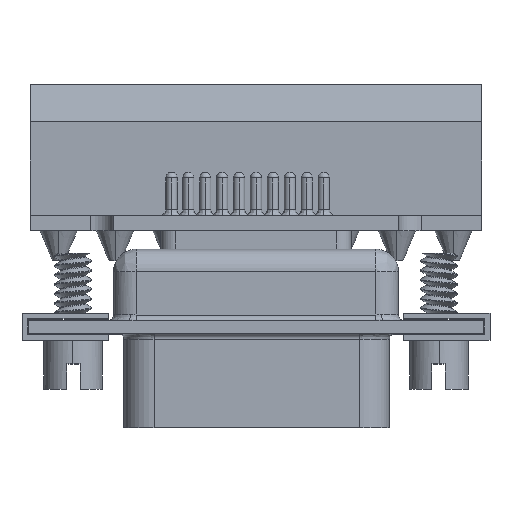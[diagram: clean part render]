
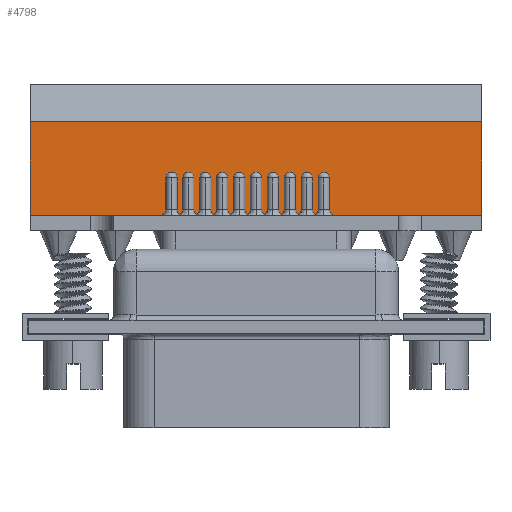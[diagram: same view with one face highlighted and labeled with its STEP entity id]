
A CAD part, top view. The second image highlights one B-rep face of the part: STEP entity #4798.
In plain terms, the highlighted planar face has unit normal (0, 0, 1).
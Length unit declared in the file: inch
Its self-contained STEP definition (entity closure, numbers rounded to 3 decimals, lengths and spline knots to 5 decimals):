
#250 = VERTEX_POINT ( 'NONE', #1795 ) ;
#1795 = CARTESIAN_POINT ( 'NONE',  ( 0.6, 0., 0.146 ) ) ;
#2141 = VECTOR ( 'NONE', #12074, 39.37008 ) ;
#2873 = LINE ( 'NONE', #2958, #2141 ) ;
#2958 = CARTESIAN_POINT ( 'NONE',  ( 0.6, 0.35, 0.146 ) ) ;
#3356 = CARTESIAN_POINT ( 'NONE',  ( -0.6, 0.35, 0.146 ) ) ;
#3497 = ORIENTED_EDGE ( 'NONE', *, *, #14416, .F. ) ;
#3512 = DIRECTION ( 'NONE',  ( -1., 0., 0. ) ) ;
#3691 = EDGE_CURVE ( 'NONE', #7685, #250, #2873, .T. ) ;
#4289 = VECTOR ( 'NONE', #14645, 39.37008 ) ;
#4387 = VECTOR ( 'NONE', #5943, 39.37008 ) ;
#4684 = CARTESIAN_POINT ( 'NONE',  ( -0.6, 0., 0.146 ) ) ;
#4798 = ADVANCED_FACE ( 'NONE', ( #7035 ), #9338, .F. ) ;
#4935 = LINE ( 'NONE', #3356, #4387 ) ;
#5125 = VECTOR ( 'NONE', #8120, 39.37008 ) ;
#5943 = DIRECTION ( 'NONE',  ( 0., -1., 0. ) ) ;
#6226 = EDGE_LOOP ( 'NONE', ( #13709, #14164, #3497, #15387 ) ) ;
#7035 = FACE_OUTER_BOUND ( 'NONE', #6226, .T. ) ;
#7291 = DIRECTION ( 'NONE',  ( 0., 0., -1. ) ) ;
#7685 = VERTEX_POINT ( 'NONE', #11703 ) ;
#8120 = DIRECTION ( 'NONE',  ( -1., 0., 0. ) ) ;
#8446 = EDGE_CURVE ( 'NONE', #11798, #10320, #4935, .T. ) ;
#9338 = PLANE ( 'NONE',  #14423 ) ;
#10320 = VERTEX_POINT ( 'NONE', #4684 ) ;
#11703 = CARTESIAN_POINT ( 'NONE',  ( 0.6, 0.25, 0.146 ) ) ;
#11744 = CARTESIAN_POINT ( 'NONE',  ( -0.6, 0.25, 0.146 ) ) ;
#11798 = VERTEX_POINT ( 'NONE', #13971 ) ;
#12074 = DIRECTION ( 'NONE',  ( 0., -1., 0. ) ) ;
#13242 = CARTESIAN_POINT ( 'NONE',  ( -0.6, 0.35, 0.146 ) ) ;
#13709 = ORIENTED_EDGE ( 'NONE', *, *, #16642, .F. ) ;
#13971 = CARTESIAN_POINT ( 'NONE',  ( -0.6, 0.25, 0.146 ) ) ;
#14164 = ORIENTED_EDGE ( 'NONE', *, *, #8446, .T. ) ;
#14404 = CARTESIAN_POINT ( 'NONE',  ( -0.44, 0., 0.146 ) ) ;
#14416 = EDGE_CURVE ( 'NONE', #250, #10320, #16022, .T. ) ;
#14423 = AXIS2_PLACEMENT_3D ( 'NONE', #13242, #7291, #3512 ) ;
#14553 = LINE ( 'NONE', #11744, #4289 ) ;
#14645 = DIRECTION ( 'NONE',  ( 1., 0., 0. ) ) ;
#15387 = ORIENTED_EDGE ( 'NONE', *, *, #3691, .F. ) ;
#16022 = LINE ( 'NONE', #14404, #5125 ) ;
#16642 = EDGE_CURVE ( 'NONE', #11798, #7685, #14553, .T. ) ;
